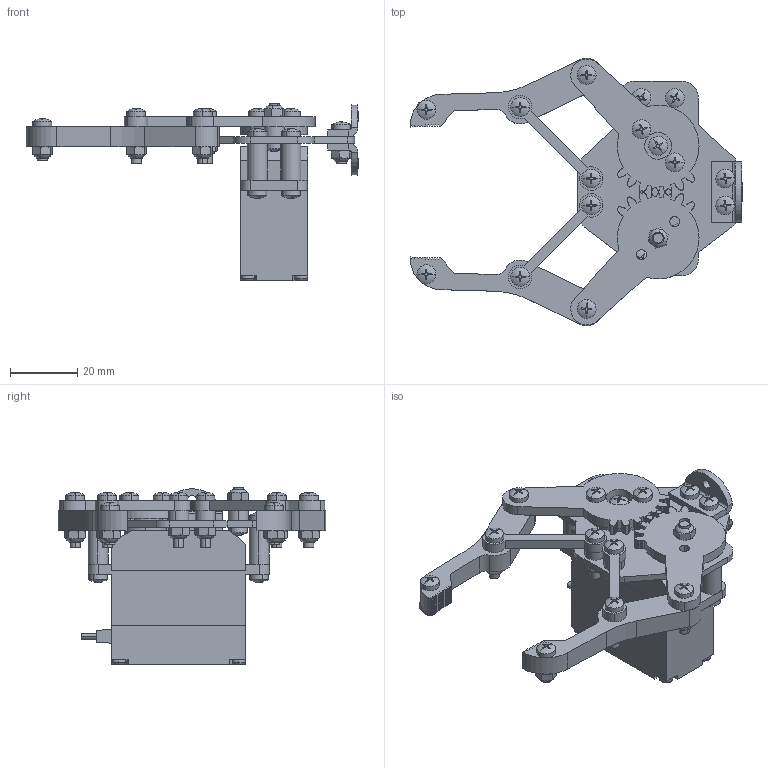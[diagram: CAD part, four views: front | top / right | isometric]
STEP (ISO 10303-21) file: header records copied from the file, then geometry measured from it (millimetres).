
FILE_DESCRIPTION (( 'STEP AP214' ), '1' );
FILE_NAME ('磁踢蛈赽漪嗆儂.STEP', '2021-10-16T05:03:45', ( '' ), ( '' ), 'SwSTEP 2.0', 'SolidWorks 2018', '' );
FILE_SCHEMA (( 'AUTOMOTIVE_DESIGN' ));
Length unit declared in the file: millimetre
Products named in the file (19): ____ ______.STEP; GB818-M3X12-ZN-4.8.STEP; GB818-M3X6-ZN-4.8.STEP; GB818-M3X6-ZN-4.8; 磁踢儂迮蛈; GB818-M3X14-ZN-4.8.STEP; ____.STEP; GB6170-M3________.STEP; ______-0.STEP; GB818-M3X10-ZN-4.8.STEP; 磁踢蛈赽漪嗆儂; ____-2.STEP; 等粣嗆儂; ______-1.STEP; ______.STEP; 磁踢儂迮蛈.STEP; ________ 2.STEP; ________.STEP; 踢扽翋嗆攫
Assembly tree (53 placements, depth 4):
  磁踢蛈赽漪嗆儂
    磁踢儂迮蛈
      磁踢儂迮蛈.STEP
        ____ ______.STEP
        ______.STEP  x2
        ______-0.STEP  x3
        ________ 2.STEP
        ________.STEP
        ______-1.STEP  x2
        ____.STEP  x2
        ____-2.STEP  x4
        GB818-M3X10-ZN-4.8.STEP  x4
        GB6170-M3________.STEP  x11
        GB818-M3X14-ZN-4.8.STEP  x6
        GB818-M3X12-ZN-4.8.STEP
        GB818-M3X6-ZN-4.8.STEP  x4
    等粣嗆儂
    GB818-M3X6-ZN-4.8  x7
    踢扽翋嗆攫
Bounding box: 98.97 x 79.69 x 53 mm (x, y, z)
Volume: 51834.9 mm3; surface area: 29730.6 mm2
Topology: 51 solids, 51 shells, 2094 faces, 5510 edges, 3552 vertices
Faces by surface type: plane 1043, cylinder 559, cone 396, sphere 66, torus 30
Entity records: 41115 total; most frequent: CARTESIAN_POINT 7268, DIRECTION 6734, ORIENTED_EDGE 6664, EDGE_CURVE 3332, AXIS2_PLACEMENT_3D 2256, LINE 2222, VECTOR 2222, VERTEX_POINT 2192
